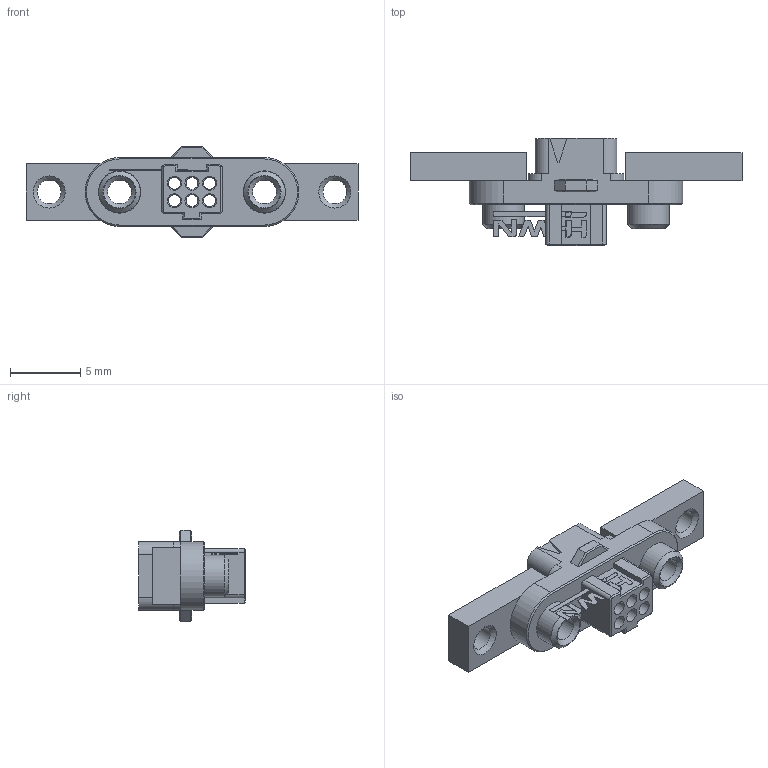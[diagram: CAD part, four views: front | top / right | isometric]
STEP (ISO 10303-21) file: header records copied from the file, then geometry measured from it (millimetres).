
FILE_DESCRIPTION(/* description */ (''),/* implementation_level */ '2;1');
FILE_NAME(/* name */ 'G125-2240696F5_asm.stp.iam.stp',/* time_stamp */ '2023-05-03T21:58:59+02:00',/* author */ ('mraoul'),/* organization */ (''),/* preprocessor_version */ 'ST-DEVELOPER v19.2',/* originating_system */ 'Autodesk Inventor 2024',/* authorisation */ '');
FILE_SCHEMA (('AUTOMOTIVE_DESIGN { 1 0 10303 214 3 1 1 }'));
Length unit declared in the file: millimetre
Products named in the file (5): G125-2240696F5_asm.stp; G125-2240696F5_ASM; G125-2240696; G125-482; G125-224_LASER_HWN
Assembly tree (5 placements, depth 3):
  G125-2240696F5_asm.stp
    G125-2240696F5_ASM
      G125-2240696
      G125-482  x2
      G125-224_LASER_HWN
Bounding box: 23.6 x 7.6 x 6.5 mm (x, y, z)
Volume: 302.9 mm3; surface area: 804.4 mm2
Topology: 7 solids, 7 shells, 237 faces, 597 edges, 384 vertices
Faces by surface type: plane 151, cylinder 54, cone 32
Full cylindrical faces by diameter (mm): 0.85 x6, 1 x6, 1.06 x6, 1.679 x4, 2.955 x4
Entity records: 6778 total; most frequent: DIRECTION 1147, CARTESIAN_POINT 1142, ORIENTED_EDGE 1112, EDGE_CURVE 556, LINE 423, VECTOR 423, AXIS2_PLACEMENT_3D 362, VERTEX_POINT 357
